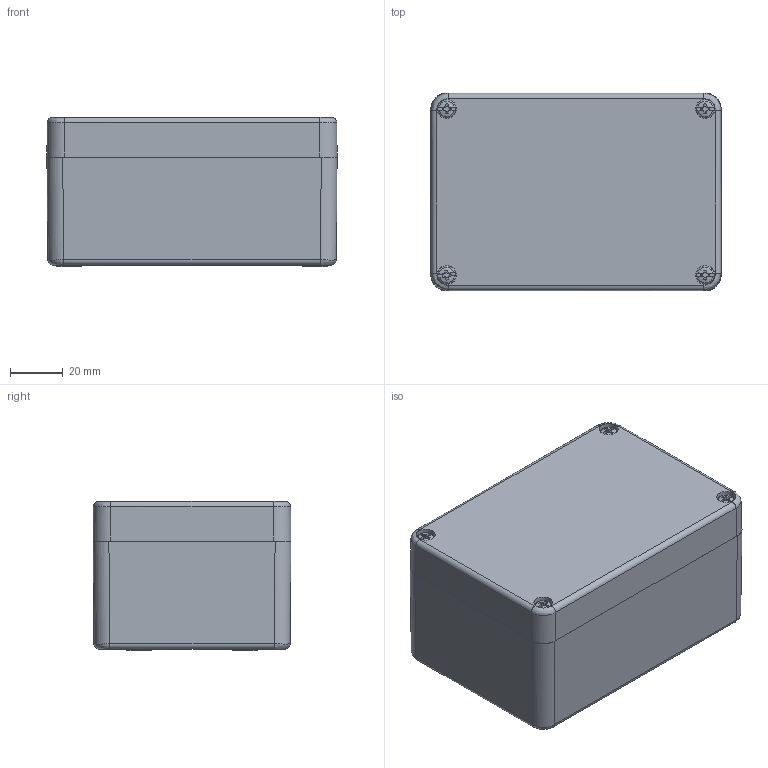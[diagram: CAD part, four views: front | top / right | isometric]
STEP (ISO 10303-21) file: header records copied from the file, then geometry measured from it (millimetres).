
FILE_DESCRIPTION (( 'STEP AP214' ), '1' );
FILE_NAME ('1590ZGRP082BK.STEP', '2021-09-09T10:43:33', ( '' ), ( '' ), 'SwSTEP 2.0', 'SolidWorks 2021', '' );
FILE_SCHEMA (( 'AUTOMOTIVE_DESIGN' ));
Length unit declared in the file: inch
Products named in the file (1): 1590ZGRP082BK
Bounding box: 110 x 75 x 56.5 mm (x, y, z)
Volume: 176796.8 mm3; surface area: 81537.1 mm2
Topology: 7 solids, 7 shells, 449 faces, 1140 edges, 750 vertices
Faces by surface type: plane 247, cone 84, cylinder 82, bspline 36
Full cylindrical faces by diameter (mm): 2.459 x4, 3.242 x6, 3.48 x4, 3.5 x4, 3.85 x4, 4 x8, 4.5 x4, 5 x8, 6.9 x4, 7.2 x4
Entity records: 20573 total; most frequent: CARTESIAN_POINT 4326, ORIENTED_EDGE 2088, DIRECTION 2032, EDGE_CURVE 1044, AXIS2_PLACEMENT_3D 738, VERTEX_POINT 732, EDGE_LOOP 590, LINE 556
